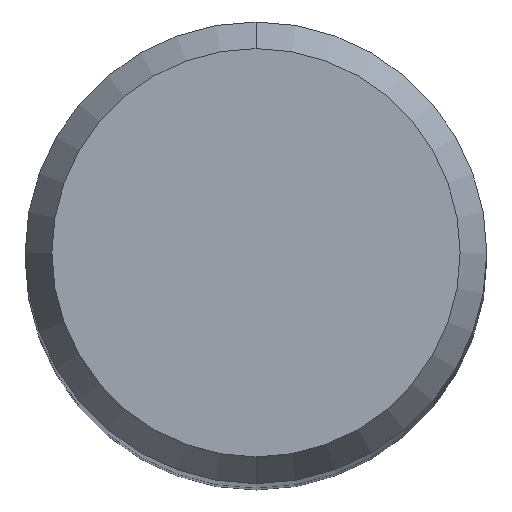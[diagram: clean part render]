
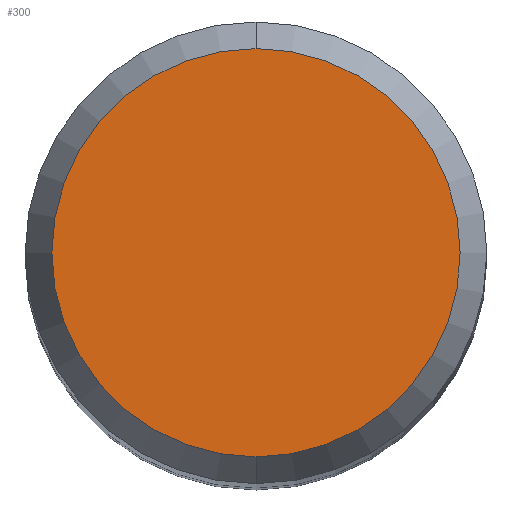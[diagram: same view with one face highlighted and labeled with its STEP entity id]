
A CAD part, top view. The second image highlights one B-rep face of the part: STEP entity #300.
In plain terms, the highlighted planar face has unit normal (0, 0, 1).
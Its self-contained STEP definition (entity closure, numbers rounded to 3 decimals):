
#264=EDGE_CURVE('',#282,#366,#524,.T.);
#282=VERTEX_POINT('',#543);
#300=ADVANCED_FACE('',(#565),#566,.T.);
#348=EDGE_CURVE('',#366,#282,#619,.T.);
#366=VERTEX_POINT('',#638);
#524=CIRCLE('',#910,3.538);
#543=CARTESIAN_POINT('',(0.,-3.538,0.0));
#565=FACE_OUTER_BOUND('',#1026,.T.);
#566=PLANE('',#1027);
#619=CIRCLE('',#1117,3.538);
#638=CARTESIAN_POINT('',(0.0,3.538,0.0));
#910=AXIS2_PLACEMENT_3D('',#1345,#1346,#1347);
#1026=EDGE_LOOP('',(#1403,#1404));
#1027=AXIS2_PLACEMENT_3D('',#1405,#1406,#1407);
#1117=AXIS2_PLACEMENT_3D('',#1469,#1470,#1471);
#1345=CARTESIAN_POINT('',(0.0,0.0,0.0));
#1346=DIRECTION('',(0.0,0.0,-1.0));
#1347=DIRECTION('',(0.0,1.0,0.0));
#1403=ORIENTED_EDGE('',*,*,#348,.F.);
#1404=ORIENTED_EDGE('',*,*,#264,.F.);
#1405=CARTESIAN_POINT('',(0.0,1.769,0.0));
#1406=DIRECTION('',(-0.0,0.0,1.0));
#1407=DIRECTION('',(0.0,-1.0,0.0));
#1469=CARTESIAN_POINT('',(0.0,0.0,0.0));
#1470=DIRECTION('',(0.0,0.0,-1.0));
#1471=DIRECTION('',(0.0,1.0,0.0));
